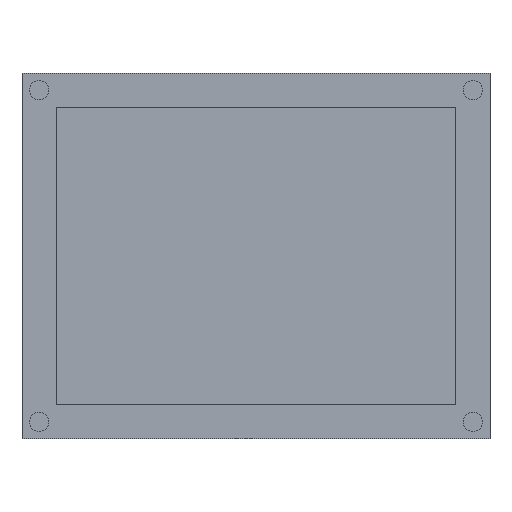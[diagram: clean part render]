
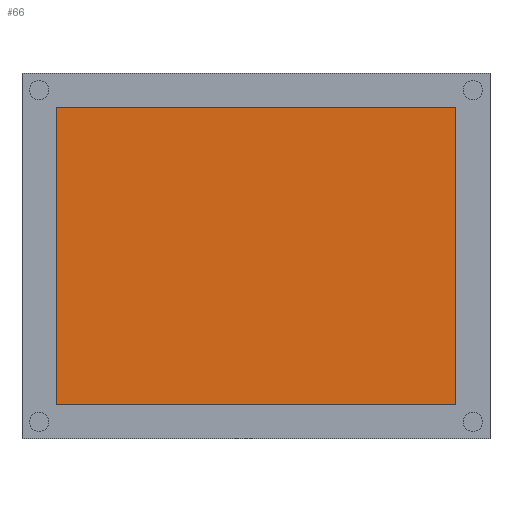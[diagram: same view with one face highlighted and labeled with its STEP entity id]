
A CAD part, front view. The second image highlights one B-rep face of the part: STEP entity #66.
In plain terms, the highlighted planar face has unit normal (0, -1, 0).
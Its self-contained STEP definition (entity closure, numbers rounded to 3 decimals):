
#66=ADVANCED_FACE('',(#181),#183,.T.);
#181=FACE_BOUND('',#182,.T.);
#182=EDGE_LOOP('',(#275,#276,#277,#278));
#183=PLANE('',#184);
#184=AXIS2_PLACEMENT_3D('',#185,#186,#187);
#185=CARTESIAN_POINT('',(0.,6.,0.));
#186=DIRECTION('',(0.,-1.,0.));
#187=DIRECTION('',(0.,0.,-1.));
#275=ORIENTED_EDGE('',*,*,#306,.T.);
#276=ORIENTED_EDGE('',*,*,#304,.T.);
#277=ORIENTED_EDGE('',*,*,#302,.T.);
#278=ORIENTED_EDGE('',*,*,#300,.T.);
#300=EDGE_CURVE('',#345,#343,#346,.T.);
#302=EDGE_CURVE('',#348,#345,#349,.T.);
#304=EDGE_CURVE('',#351,#348,#352,.T.);
#306=EDGE_CURVE('',#343,#351,#354,.T.);
#343=VERTEX_POINT('',#427);
#345=VERTEX_POINT('',#431);
#346=LINE('',#432,#433);
#348=VERTEX_POINT('',#438);
#349=LINE('',#439,#440);
#351=VERTEX_POINT('',#445);
#352=LINE('',#446,#447);
#354=LINE('',#452,#453);
#427=CARTESIAN_POINT('',(-47.,6.,-35.));
#431=CARTESIAN_POINT('',(-47.,6.,35.));
#432=CARTESIAN_POINT('',(-47.,6.,35.));
#433=VECTOR('',#434,1.);
#434=DIRECTION('',(0.,0.,-1.));
#438=CARTESIAN_POINT('',(47.,6.,35.));
#439=CARTESIAN_POINT('',(47.,6.,35.));
#440=VECTOR('',#441,1.);
#441=DIRECTION('',(-1.,0.,0.));
#445=CARTESIAN_POINT('',(47.,6.,-35.));
#446=CARTESIAN_POINT('',(47.,6.,-35.));
#447=VECTOR('',#448,1.);
#448=DIRECTION('',(0.,0.,1.));
#452=CARTESIAN_POINT('',(-47.,6.,-35.));
#453=VECTOR('',#454,1.);
#454=DIRECTION('',(1.,0.,0.));
